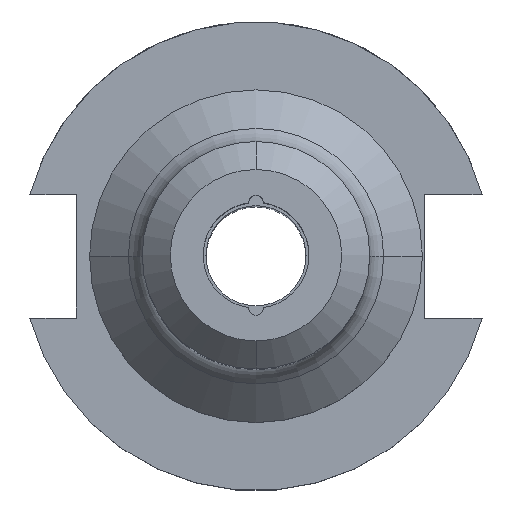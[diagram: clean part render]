
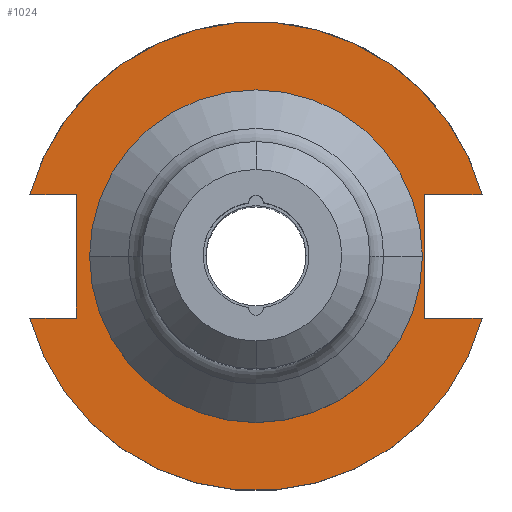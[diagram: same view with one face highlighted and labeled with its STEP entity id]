
A CAD part, top view. The second image highlights one B-rep face of the part: STEP entity #1024.
In plain terms, the highlighted planar face has unit normal (0, 0, 1).
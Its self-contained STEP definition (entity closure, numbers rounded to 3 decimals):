
#12 = VECTOR ( 'NONE', #1548, 1000. ) ;
#57 = CARTESIAN_POINT ( 'NONE',  ( -37.719, 12.954, 19.05 ) ) ;
#66 = CARTESIAN_POINT ( 'NONE',  ( -48.047, -49.803, 19.05 ) ) ;
#97 = CARTESIAN_POINT ( 'NONE',  ( 35.306, -12.954, 19.05 ) ) ;
#114 = VECTOR ( 'NONE', #1528, 1000. ) ;
#120 = ORIENTED_EDGE ( 'NONE', *, *, #1952, .T. ) ;
#123 = VECTOR ( 'NONE', #1148, 1000. ) ;
#145 = VERTEX_POINT ( 'NONE', #57 ) ;
#174 = DIRECTION ( 'NONE',  ( -1., 0., 0. ) ) ;
#208 = EDGE_CURVE ( 'NONE', #1178, #950, #2117, .T. ) ;
#219 = AXIS2_PLACEMENT_3D ( 'NONE', #1307, #1299, #1288 ) ;
#235 = DIRECTION ( 'NONE',  ( 1., 0., 0. ) ) ;
#263 = CARTESIAN_POINT ( 'NONE',  ( 35.306, 0., 19.05 ) ) ;
#367 = VERTEX_POINT ( 'NONE', #1469 ) ;
#378 = VERTEX_POINT ( 'NONE', #1616 ) ;
#392 = CARTESIAN_POINT ( 'NONE',  ( -37.719, 0., 19.05 ) ) ;
#397 = EDGE_CURVE ( 'NONE', #740, #367, #1773, .T. ) ;
#436 = AXIS2_PLACEMENT_3D ( 'NONE', #66, #1195, #235 ) ;
#457 = CIRCLE ( 'NONE', #741, 49.213 ) ;
#529 = LINE ( 'NONE', #263, #959 ) ;
#536 = ORIENTED_EDGE ( 'NONE', *, *, #208, .T. ) ;
#583 = CIRCLE ( 'NONE', #219, 34.925 ) ;
#585 = EDGE_CURVE ( 'NONE', #367, #740, #583, .T. ) ;
#599 = EDGE_CURVE ( 'NONE', #1872, #145, #1358, .T. ) ;
#649 = ORIENTED_EDGE ( 'NONE', *, *, #1077, .T. ) ;
#711 = EDGE_CURVE ( 'NONE', #1671, #378, #1636, .T. ) ;
#726 = CARTESIAN_POINT ( 'NONE',  ( 0., -12.954, 19.05 ) ) ;
#728 = CARTESIAN_POINT ( 'NONE',  ( -37.719, -12.954, 19.05 ) ) ;
#737 = DIRECTION ( 'NONE',  ( 0., 1., 0. ) ) ;
#740 = VERTEX_POINT ( 'NONE', #1591 ) ;
#741 = AXIS2_PLACEMENT_3D ( 'NONE', #1752, #760, #1919 ) ;
#758 = ORIENTED_EDGE ( 'NONE', *, *, #585, .T. ) ;
#760 = DIRECTION ( 'NONE',  ( 0., 0., 1. ) ) ;
#780 = CARTESIAN_POINT ( 'NONE',  ( 0., 0., 19.05 ) ) ;
#849 = LINE ( 'NONE', #726, #12 ) ;
#851 = ORIENTED_EDGE ( 'NONE', *, *, #711, .T. ) ;
#921 = CARTESIAN_POINT ( 'NONE',  ( -47.477, 12.954, 19.05 ) ) ;
#950 = VERTEX_POINT ( 'NONE', #1948 ) ;
#959 = VECTOR ( 'NONE', #737, 1000. ) ;
#967 = DIRECTION ( 'NONE',  ( 1., 0., 0. ) ) ;
#1024 = ADVANCED_FACE ( 'NONE', ( #1072, #1025 ), #2019, .T. ) ;
#1025 = FACE_OUTER_BOUND ( 'NONE', #1347, .T. ) ;
#1072 = FACE_BOUND ( 'NONE', #1293, .T. ) ;
#1077 = EDGE_CURVE ( 'NONE', #145, #1178, #1792, .T. ) ;
#1104 = VECTOR ( 'NONE', #1324, 1000. ) ;
#1113 = AXIS2_PLACEMENT_3D ( 'NONE', #1572, #1439, #1429 ) ;
#1115 = CIRCLE ( 'NONE', #1619, 49.213 ) ;
#1133 = CARTESIAN_POINT ( 'NONE',  ( 47.477, -12.954, 19.05 ) ) ;
#1140 = CARTESIAN_POINT ( 'NONE',  ( 0., 12.954, 19.05 ) ) ;
#1148 = DIRECTION ( 'NONE',  ( 1., 0., 0. ) ) ;
#1151 = CARTESIAN_POINT ( 'NONE',  ( 0., 12.954, 19.05 ) ) ;
#1178 = VERTEX_POINT ( 'NONE', #728 ) ;
#1195 = DIRECTION ( 'NONE',  ( 0., 0., 1. ) ) ;
#1227 = ORIENTED_EDGE ( 'NONE', *, *, #1680, .T. ) ;
#1280 = VECTOR ( 'NONE', #174, 1000. ) ;
#1288 = DIRECTION ( 'NONE',  ( 0., -1., 0. ) ) ;
#1293 = EDGE_LOOP ( 'NONE', ( #1772, #758 ) ) ;
#1299 = DIRECTION ( 'NONE',  ( 0., 0., -1. ) ) ;
#1307 = CARTESIAN_POINT ( 'NONE',  ( 0., 0., 19.05 ) ) ;
#1324 = DIRECTION ( 'NONE',  ( 1., 0., 0. ) ) ;
#1347 = EDGE_LOOP ( 'NONE', ( #649, #536, #120, #1227, #1729, #851, #1954, #1402 ) ) ;
#1358 = LINE ( 'NONE', #1140, #123 ) ;
#1376 = VERTEX_POINT ( 'NONE', #1133 ) ;
#1377 = CARTESIAN_POINT ( 'NONE',  ( 35.306, 12.954, 19.05 ) ) ;
#1402 = ORIENTED_EDGE ( 'NONE', *, *, #599, .T. ) ;
#1429 = DIRECTION ( 'NONE',  ( 0., -1., 0. ) ) ;
#1439 = DIRECTION ( 'NONE',  ( 0., 0., -1. ) ) ;
#1469 = CARTESIAN_POINT ( 'NONE',  ( 0., 34.925, 19.05 ) ) ;
#1528 = DIRECTION ( 'NONE',  ( 0., -1., 0. ) ) ;
#1548 = DIRECTION ( 'NONE',  ( -1., 0., 0. ) ) ;
#1572 = CARTESIAN_POINT ( 'NONE',  ( 0., 0., 19.05 ) ) ;
#1591 = CARTESIAN_POINT ( 'NONE',  ( 0., -34.925, 19.05 ) ) ;
#1616 = CARTESIAN_POINT ( 'NONE',  ( 47.477, 12.954, 19.05 ) ) ;
#1619 = AXIS2_PLACEMENT_3D ( 'NONE', #780, #1945, #967 ) ;
#1636 = LINE ( 'NONE', #1151, #1104 ) ;
#1671 = VERTEX_POINT ( 'NONE', #1377 ) ;
#1680 = EDGE_CURVE ( 'NONE', #1376, #1681, #849, .T. ) ;
#1681 = VERTEX_POINT ( 'NONE', #97 ) ;
#1729 = ORIENTED_EDGE ( 'NONE', *, *, #2009, .T. ) ;
#1752 = CARTESIAN_POINT ( 'NONE',  ( 0., 0., 19.05 ) ) ;
#1768 = CARTESIAN_POINT ( 'NONE',  ( 0., -12.954, 19.05 ) ) ;
#1772 = ORIENTED_EDGE ( 'NONE', *, *, #397, .T. ) ;
#1773 = CIRCLE ( 'NONE', #1113, 34.925 ) ;
#1792 = LINE ( 'NONE', #392, #114 ) ;
#1872 = VERTEX_POINT ( 'NONE', #921 ) ;
#1888 = EDGE_CURVE ( 'NONE', #378, #1872, #457, .T. ) ;
#1919 = DIRECTION ( 'NONE',  ( 1., 0., 0. ) ) ;
#1945 = DIRECTION ( 'NONE',  ( 0., 0., 1. ) ) ;
#1948 = CARTESIAN_POINT ( 'NONE',  ( -47.477, -12.954, 19.05 ) ) ;
#1952 = EDGE_CURVE ( 'NONE', #950, #1376, #1115, .T. ) ;
#1954 = ORIENTED_EDGE ( 'NONE', *, *, #1888, .T. ) ;
#2009 = EDGE_CURVE ( 'NONE', #1681, #1671, #529, .T. ) ;
#2019 = PLANE ( 'NONE',  #436 ) ;
#2117 = LINE ( 'NONE', #1768, #1280 ) ;
